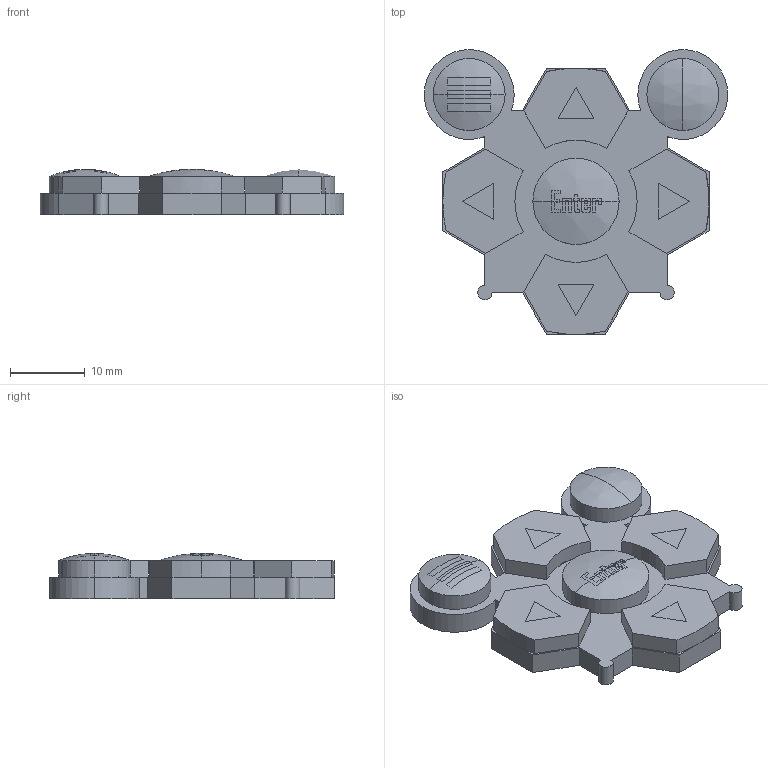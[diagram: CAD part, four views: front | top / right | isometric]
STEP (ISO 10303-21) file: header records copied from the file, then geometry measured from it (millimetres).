
FILE_DESCRIPTION (( 'STEP AP214' ), '1' );
FILE_NAME ('Button.STEP', '2023-09-22T17:48:15', ( '' ), ( '' ), 'SwSTEP 2.0', 'SolidWorks 2016', '' );
FILE_SCHEMA (( 'AUTOMOTIVE_DESIGN' ));
Length unit declared in the file: millimetre
Products named in the file (1): Button
Bounding box: 40.72 x 38.21 x 6.08 mm (x, y, z)
Volume: 3571.8 mm3; surface area: 3876.8 mm2
Topology: 1 solids, 1 shells, 188 faces, 580 edges, 410 vertices
Faces by surface type: plane 137, sphere 26, cylinder 25
Entity records: 6967 total; most frequent: CARTESIAN_POINT 1278, ORIENTED_EDGE 1160, DIRECTION 1115, EDGE_CURVE 580, VERTEX_POINT 410, LINE 401, VECTOR 401, AXIS2_PLACEMENT_3D 357
